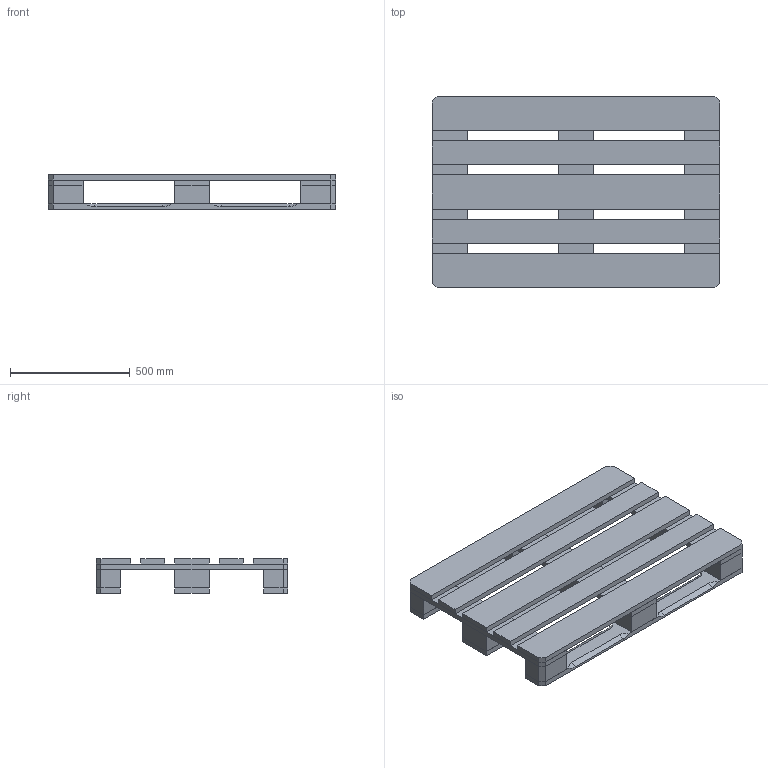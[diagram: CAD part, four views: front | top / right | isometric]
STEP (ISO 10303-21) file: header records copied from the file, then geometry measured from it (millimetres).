
FILE_DESCRIPTION(/* description */ (''),/* implementation_level */ '2;1');
FILE_NAME(/* name */ 'EPalOriginalRamp01',/* time_stamp */ '2018-07-24T10:29:25+02:00',/* author */ (''),/* organization */ (''),/* preprocessor_version */ 'ST-DEVELOPER v15',/* originating_system */ '',/* authorisation */ '');
FILE_SCHEMA (('AUTOMOTIVE_DESIGN'));
Length unit declared in the file: millimetre
Products named in the file (1): Document
Bounding box: 1200 x 800 x 144 mm (x, y, z)
Volume: 44648440.2 mm3; surface area: 4256119.2 mm2
Topology: 20 solids, 20 shells, 172 faces, 396 edges, 264 vertices
Faces by surface type: plane 136, bspline 36
Entity records: 4833 total; most frequent: CARTESIAN_POINT 1860, ORIENTED_EDGE 792, EDGE_CURVE 396, B_SPLINE_CURVE_WITH_KNOTS 354, VERTEX_POINT 264, ADVANCED_FACE 172, FACE_OUTER_BOUND 172, EDGE_LOOP 172
